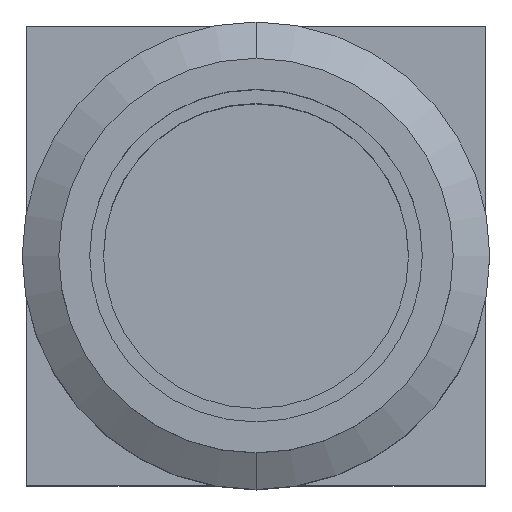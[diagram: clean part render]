
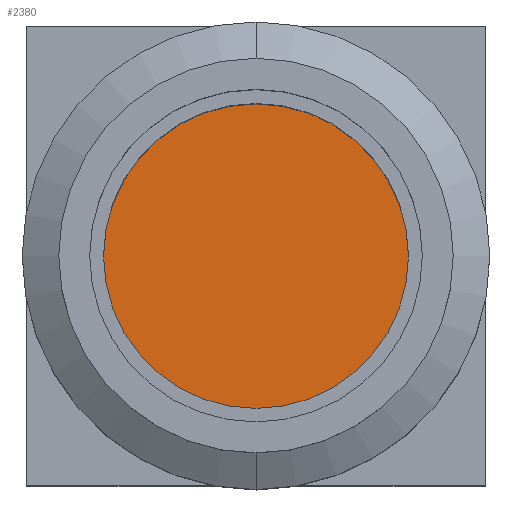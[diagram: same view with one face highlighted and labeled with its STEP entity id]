
A CAD part, top view. The second image highlights one B-rep face of the part: STEP entity #2380.
In plain terms, the highlighted planar face has unit normal (0, 0, 1).
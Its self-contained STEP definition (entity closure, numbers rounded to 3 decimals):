
#351 = CIRCLE ( 'NONE', #1948, 2.109 ) ;
#557 = VERTEX_POINT ( 'NONE', #2358 ) ;
#894 = CARTESIAN_POINT ( 'NONE',  ( 0., 0., 2.37 ) ) ;
#1063 = CARTESIAN_POINT ( 'NONE',  ( -2.109, 0., 2.37 ) ) ;
#1234 = ORIENTED_EDGE ( 'NONE', *, *, #2527, .T. ) ;
#1635 = CIRCLE ( 'NONE', #1747, 2.109 ) ;
#1658 = CARTESIAN_POINT ( 'NONE',  ( 0., 0., 2.37 ) ) ;
#1669 = DIRECTION ( 'NONE',  ( 1., 0., 0. ) ) ;
#1747 = AXIS2_PLACEMENT_3D ( 'NONE', #1658, #2651, #1669 ) ;
#1761 = DIRECTION ( 'NONE',  ( 1., 0., 0. ) ) ;
#1948 = AXIS2_PLACEMENT_3D ( 'NONE', #894, #2856, #3137 ) ;
#2246 = FACE_OUTER_BOUND ( 'NONE', #2261, .T. ) ;
#2261 = EDGE_LOOP ( 'NONE', ( #1234, #2715 ) ) ;
#2358 = CARTESIAN_POINT ( 'NONE',  ( 2.109, 0., 2.37 ) ) ;
#2380 = ADVANCED_FACE ( 'NONE', ( #2246 ), #3242, .T. ) ;
#2527 = EDGE_CURVE ( 'NONE', #557, #2725, #351, .T. ) ;
#2571 = EDGE_CURVE ( 'NONE', #2725, #557, #1635, .T. ) ;
#2629 = AXIS2_PLACEMENT_3D ( 'NONE', #2687, #3016, #1761 ) ;
#2651 = DIRECTION ( 'NONE',  ( 0., 0., 1. ) ) ;
#2687 = CARTESIAN_POINT ( 'NONE',  ( 0., 0., 2.37 ) ) ;
#2715 = ORIENTED_EDGE ( 'NONE', *, *, #2571, .T. ) ;
#2725 = VERTEX_POINT ( 'NONE', #1063 ) ;
#2856 = DIRECTION ( 'NONE',  ( 0., 0., 1. ) ) ;
#3016 = DIRECTION ( 'NONE',  ( 0., 0., 1. ) ) ;
#3137 = DIRECTION ( 'NONE',  ( 1., 0., 0. ) ) ;
#3242 = PLANE ( 'NONE',  #2629 ) ;
